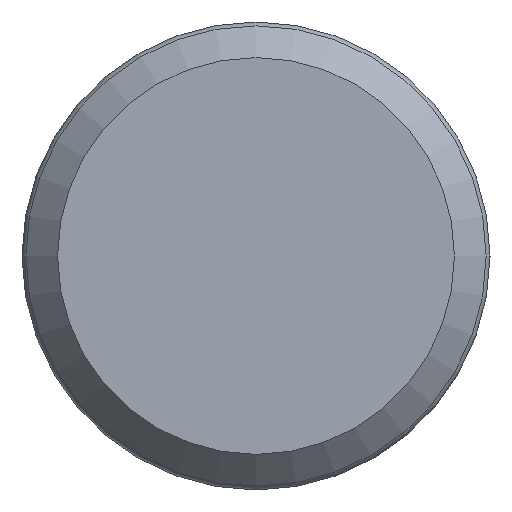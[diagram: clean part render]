
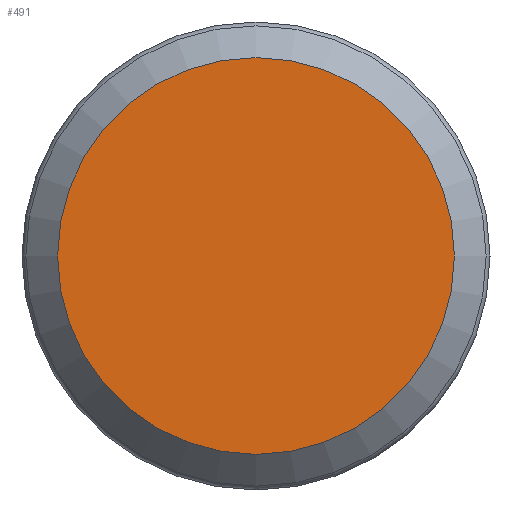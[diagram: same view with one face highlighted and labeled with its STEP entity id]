
A CAD part, front view. The second image highlights one B-rep face of the part: STEP entity #491.
In plain terms, the highlighted planar face has unit normal (0, -1, 0).
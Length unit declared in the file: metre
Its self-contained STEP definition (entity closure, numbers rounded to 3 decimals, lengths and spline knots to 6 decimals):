
#12=PLANE('',#579);
#92=ORIENTED_EDGE('',*,*,#154,.T.);
#154=EDGE_CURVE('',#199,#199,#244,.T.);
#199=VERTEX_POINT('',#883);
#244=CIRCLE('',#578,0.015);
#317=EDGE_LOOP('',(#92));
#407=FACE_BOUND('',#317,.T.);
#491=ADVANCED_FACE('',(#407),#12,.F.);
#578=AXIS2_PLACEMENT_3D('',#882,#727,#728);
#579=AXIS2_PLACEMENT_3D('',#884,#729,#730);
#727=DIRECTION('',(0.,-1.,0.));
#728=DIRECTION('',(0.,0.,-1.));
#729=DIRECTION('',(0.,1.,0.));
#730=DIRECTION('',(0.,0.,-1.));
#882=CARTESIAN_POINT('',(-0.005,-0.1,0.));
#883=CARTESIAN_POINT('',(-0.005,-0.1,-0.015));
#884=CARTESIAN_POINT('',(0.005,-0.1,0.));
